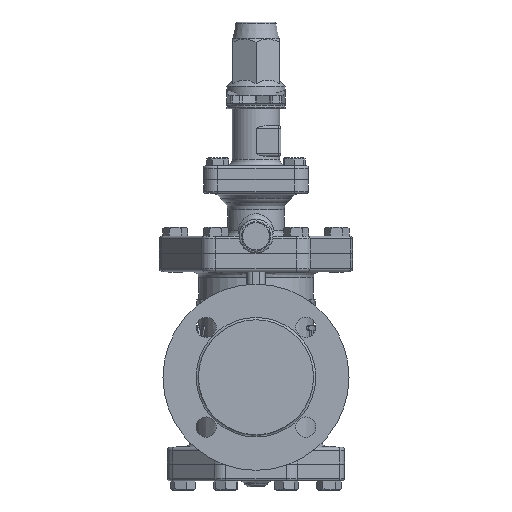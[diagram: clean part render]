
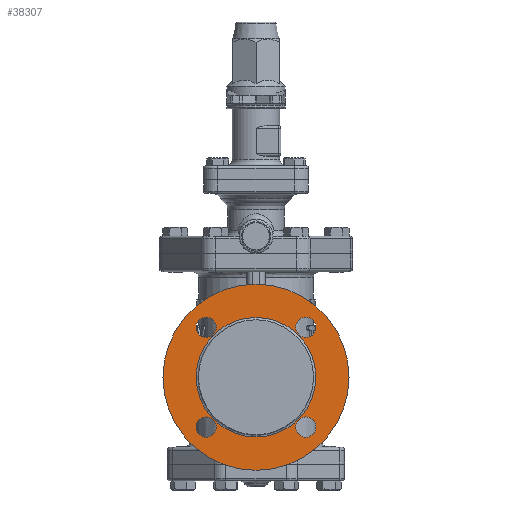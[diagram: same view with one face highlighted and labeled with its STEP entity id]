
A CAD part, left-side view. The second image highlights one B-rep face of the part: STEP entity #38307.
In plain terms, the highlighted planar face has unit normal (-1, 0, 0).
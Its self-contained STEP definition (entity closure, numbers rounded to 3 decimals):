
#38141=CARTESIAN_POINT('',(-112.,0.,159.5));
#38142=VERTEX_POINT('',#38141);
#38143=CARTESIAN_POINT('',(-112.,0.0,77.));
#38144=DIRECTION('',(1.0,0.0,0.0));
#38145=DIRECTION('',(0.0,0.0,-1.0));
#38146=AXIS2_PLACEMENT_3D('',#38143,#38144,#38145);
#38147=CIRCLE('',#38146,82.5);
#38148=EDGE_CURVE('',#38142,#38142,#38147,.T.);
#38220=CARTESIAN_POINT('',(-112.,0.,130.));
#38221=VERTEX_POINT('',#38220);
#38222=CARTESIAN_POINT('',(-112.,0.0,77.));
#38223=DIRECTION('',(-1.0,0.0,0.0));
#38224=DIRECTION('',(0.0,0.0,-1.0));
#38225=AXIS2_PLACEMENT_3D('',#38222,#38223,#38224);
#38226=CIRCLE('',#38225,53.);
#38227=EDGE_CURVE('',#38221,#38221,#38226,.T.);
#38252=CARTESIAN_POINT('',(-112.,0.0,77.));
#38253=DIRECTION('',(1.0,0.0,0.0));
#38254=DIRECTION('',(0.0,0.0,-1.0));
#38255=AXIS2_PLACEMENT_3D('',#38252,#38253,#38254);
#38256=PLANE('',#38255);
#38257=ORIENTED_EDGE('',*,*,#38148,.F.);
#38258=EDGE_LOOP('',(#38257));
#38259=FACE_OUTER_BOUND('',#38258,.T.);
#38260=ORIENTED_EDGE('',*,*,#38227,.F.);
#38261=EDGE_LOOP('',(#38260));
#38262=FACE_BOUND('',#38261,.T.);
#38263=CARTESIAN_POINT('',(-112.,-53.194,32.806));
#38264=VERTEX_POINT('',#38263);
#38265=CARTESIAN_POINT('',(-112.,-44.194,32.806));
#38266=DIRECTION('',(1.0,0.0,0.0));
#38267=DIRECTION('',(0.0,-1.0,0.0));
#38268=AXIS2_PLACEMENT_3D('',#38265,#38266,#38267);
#38269=CIRCLE('',#38268,9.0);
#38270=EDGE_CURVE('',#38264,#38264,#38269,.T.);
#38271=ORIENTED_EDGE('',*,*,#38270,.T.);
#38272=EDGE_LOOP('',(#38271));
#38273=FACE_BOUND('',#38272,.T.);
#38274=CARTESIAN_POINT('',(-112.,-44.194,130.194));
#38275=VERTEX_POINT('',#38274);
#38276=CARTESIAN_POINT('',(-112.,-44.194,121.194));
#38277=DIRECTION('',(1.0,0.0,0.0));
#38278=DIRECTION('',(0.0,0.0,1.0));
#38279=AXIS2_PLACEMENT_3D('',#38276,#38277,#38278);
#38280=CIRCLE('',#38279,9.0);
#38281=EDGE_CURVE('',#38275,#38275,#38280,.T.);
#38282=ORIENTED_EDGE('',*,*,#38281,.T.);
#38283=EDGE_LOOP('',(#38282));
#38284=FACE_BOUND('',#38283,.T.);
#38285=CARTESIAN_POINT('',(-112.,53.194,121.194));
#38286=VERTEX_POINT('',#38285);
#38287=CARTESIAN_POINT('',(-112.,44.194,121.194));
#38288=DIRECTION('',(1.0,0.0,0.0));
#38289=DIRECTION('',(0.0,1.0,0.0));
#38290=AXIS2_PLACEMENT_3D('',#38287,#38288,#38289);
#38291=CIRCLE('',#38290,9.0);
#38292=EDGE_CURVE('',#38286,#38286,#38291,.T.);
#38293=ORIENTED_EDGE('',*,*,#38292,.T.);
#38294=EDGE_LOOP('',(#38293));
#38295=FACE_BOUND('',#38294,.T.);
#38296=CARTESIAN_POINT('',(-112.,44.194,23.806));
#38297=VERTEX_POINT('',#38296);
#38298=CARTESIAN_POINT('',(-112.,44.194,32.806));
#38299=DIRECTION('',(1.0,0.0,0.0));
#38300=DIRECTION('',(0.0,0.0,-1.0));
#38301=AXIS2_PLACEMENT_3D('',#38298,#38299,#38300);
#38302=CIRCLE('',#38301,9.0);
#38303=EDGE_CURVE('',#38297,#38297,#38302,.T.);
#38304=ORIENTED_EDGE('',*,*,#38303,.T.);
#38305=EDGE_LOOP('',(#38304));
#38306=FACE_BOUND('',#38305,.T.);
#38307=ADVANCED_FACE('',(#38259,#38262,#38273,#38284,#38295,#38306),#38256,.F.);
